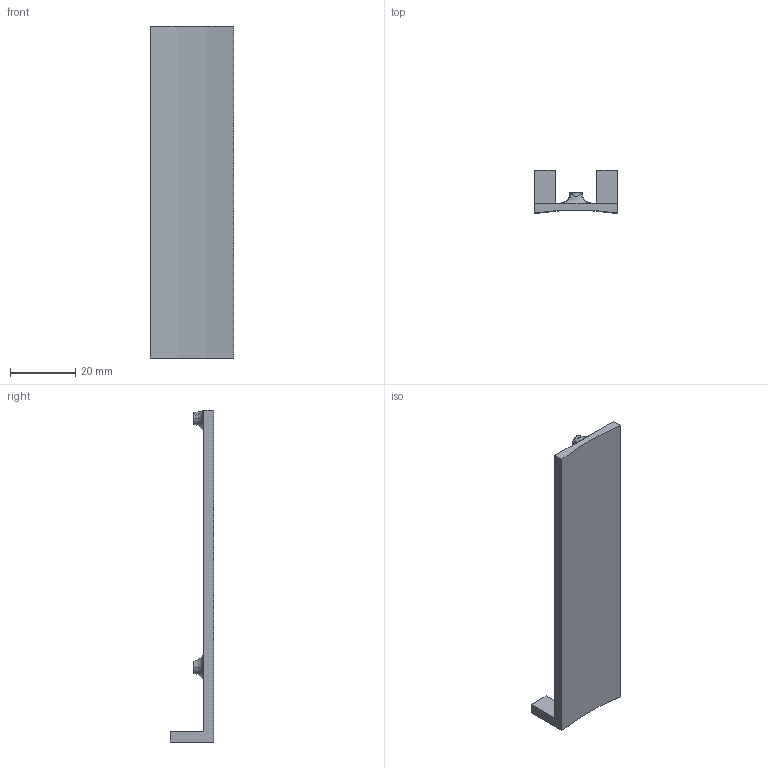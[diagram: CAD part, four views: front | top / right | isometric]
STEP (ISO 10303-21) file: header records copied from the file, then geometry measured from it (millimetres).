
FILE_DESCRIPTION (( 'STEP AP214' ), '1' );
FILE_NAME ('GPS Pod Mk2 Central Sled.STEP', '2024-02-06T19:10:03', ( '' ), ( '' ), 'SwSTEP 2.0', 'SolidWorks 2023', '' );
FILE_SCHEMA (( 'AUTOMOTIVE_DESIGN' ));
Length unit declared in the file: inch
Products named in the file (1): GPS Pod Mk2 Central Sled
Bounding box: 25.4 x 13.2 x 101.6 mm (x, y, z)
Volume: 6628.7 mm3; surface area: 6397.3 mm2
Topology: 1 solids, 1 shells, 27 faces, 62 edges, 40 vertices
Faces by surface type: plane 15, cylinder 6, torus 5, bspline 1
Entity records: 918 total; most frequent: CARTESIAN_POINT 256, DIRECTION 142, ORIENTED_EDGE 124, EDGE_CURVE 62, AXIS2_PLACEMENT_3D 54, VERTEX_POINT 40, VECTOR 34, LINE 34
